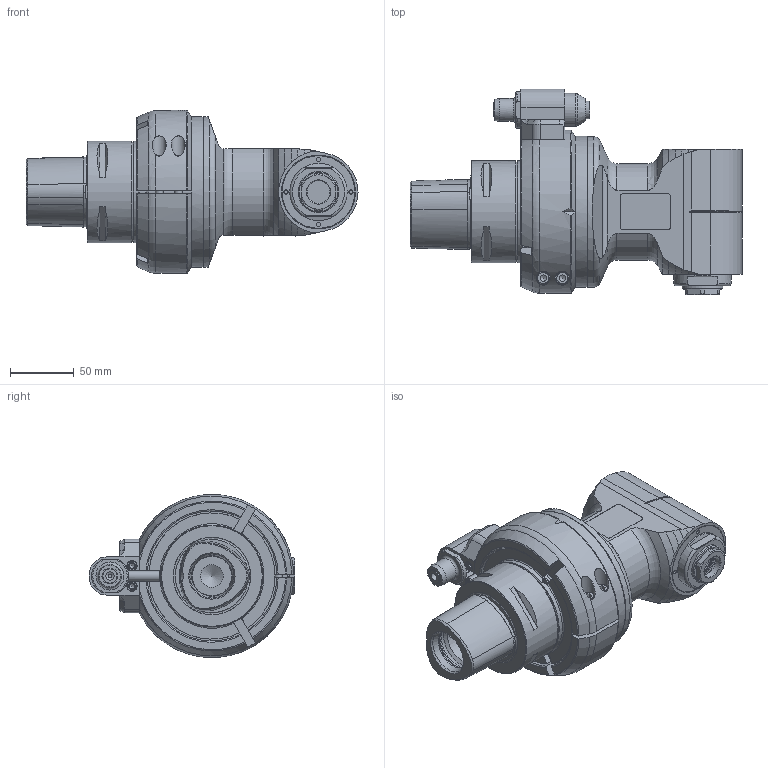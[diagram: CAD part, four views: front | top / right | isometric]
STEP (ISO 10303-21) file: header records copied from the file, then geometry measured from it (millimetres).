
FILE_DESCRIPTION(/* description */ (''),/* implementation_level */ '2;1');
FILE_NAME(/* name */ '9.F90.16000-2C8.stp',/* time_stamp */ '2026-03-20T09:38:29-04:00',/* author */ ('jkrenzer'),/* organization */ (''),/* preprocessor_version */ 'ST-DEVELOPER v20',/* originating_system */ 'Autodesk Inventor 2025',/* authorisation */ '');
FILE_SCHEMA (('AUTOMOTIVE_DESIGN { 1 0 10303 214 3 1 1 }'));
Length unit declared in the file: inch
Products named in the file (3): 9.F90.16000-2C8; 9_F90_16000; 9_GA2_688_2   (EVO, Type 2, Capto C8, 80mm)
Assembly tree (2 placements, depth 2):
  9.F90.16000-2C8
    9_F90_16000
    9_GA2_688_2   (EVO, Type 2, Capto C8, 80mm)
Bounding box: 260.5 x 161.25 x 128 mm (x, y, z)
Volume: 1585952.6 mm3; surface area: 192679.3 mm2
Topology: 5 solids, 5 shells, 593 faces, 1514 edges, 974 vertices
Faces by surface type: plane 246, cone 145, cylinder 141, torus 39, bspline 18, sphere 4
Full cylindrical faces by diameter (mm): 2.5 x3, 2.6 x2, 3 x1, 3.2 x4, 4 x1, 4.2 x2, 5 x4, 5.3 x2, 6 x4, 6.5 x1, 7 x1, 8 x3, 8.821 x1, 9.1 x2, 10 x4, 10.4 x2, 10.5 x20, 11 x2, 12 x3, 12.5 x2, 14 x1, 18 x4, 22.6 x1, 25.6 x1, 26 x1, 27 x1, 28 x1, 30.5 x1, 32 x3, 32.5 x1
Entity records: 35891 total; most frequent: CARTESIAN_POINT 21956, ORIENTED_EDGE 2946, DIRECTION 2834, EDGE_CURVE 1473, AXIS2_PLACEMENT_3D 1115, VERTEX_POINT 974, EDGE_LOOP 687, LINE 604
